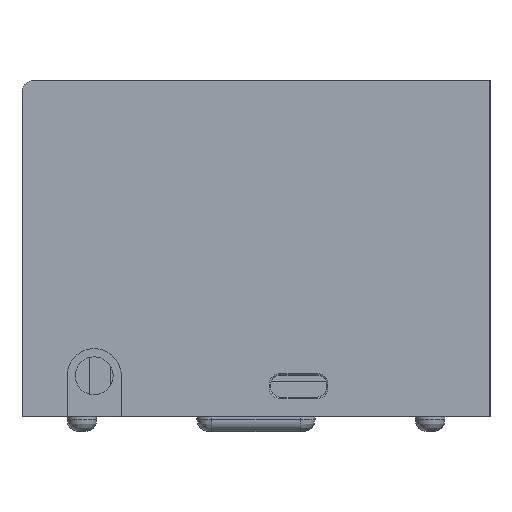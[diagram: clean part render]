
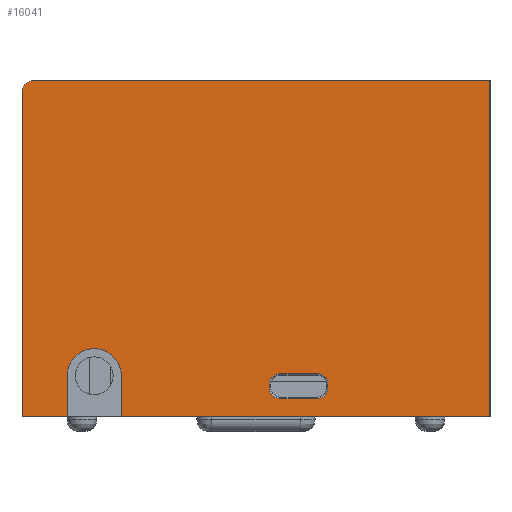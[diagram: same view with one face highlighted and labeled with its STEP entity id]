
A CAD part, left-side view. The second image highlights one B-rep face of the part: STEP entity #16041.
In plain terms, the highlighted planar face has unit normal (-1, 0, 0).
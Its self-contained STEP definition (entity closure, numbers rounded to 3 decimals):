
#895=FACE_BOUND('',#3175,.T.);
#1325=PLANE('',#17072);
#2217=FACE_OUTER_BOUND('',#3174,.T.);
#3174=EDGE_LOOP('',(#14623,#14624,#14625,#14626,#14627,#14628,#14629,#14630,
#14631));
#3175=EDGE_LOOP('',(#14632,#14633,#14634,#14635,#14636,#14637,#14638,#14639));
#4266=LINE('',#26473,#5726);
#4613=LINE('',#29246,#6073);
#4614=LINE('',#29257,#6074);
#4616=LINE('',#29269,#6076);
#4618=LINE('',#29281,#6078);
#4629=LINE('',#29311,#6089);
#4630=LINE('',#29313,#6090);
#4631=LINE('',#29314,#6091);
#4632=LINE('',#29318,#6092);
#4633=LINE('',#29320,#6093);
#4634=LINE('',#29322,#6094);
#5726=VECTOR('',#19680,10.);
#6073=VECTOR('',#20297,10.);
#6074=VECTOR('',#20310,10.);
#6076=VECTOR('',#20324,10.);
#6078=VECTOR('',#20338,10.);
#6089=VECTOR('',#20369,10.);
#6090=VECTOR('',#20370,10.);
#6091=VECTOR('',#20371,10.);
#6092=VECTOR('',#20374,10.);
#6093=VECTOR('',#20375,10.);
#6094=VECTOR('',#20376,10.);
#6545=CIRCLE('',#17047,1.8);
#6549=CIRCLE('',#17053,1.8);
#6553=CIRCLE('',#17059,1.8);
#6556=CIRCLE('',#17064,1.8);
#6560=CIRCLE('',#17073,2.);
#6561=CIRCLE('',#17074,4.6);
#7623=VERTEX_POINT('',#26469);
#7625=VERTEX_POINT('',#26472);
#8001=VERTEX_POINT('',#29239);
#8004=VERTEX_POINT('',#29244);
#8006=VERTEX_POINT('',#29249);
#8008=VERTEX_POINT('',#29255);
#8010=VERTEX_POINT('',#29261);
#8012=VERTEX_POINT('',#29267);
#8014=VERTEX_POINT('',#29273);
#8016=VERTEX_POINT('',#29279);
#8024=VERTEX_POINT('',#29309);
#8025=VERTEX_POINT('',#29310);
#8026=VERTEX_POINT('',#29312);
#8027=VERTEX_POINT('',#29315);
#8028=VERTEX_POINT('',#29317);
#8029=VERTEX_POINT('',#29319);
#8030=VERTEX_POINT('',#29321);
#9700=EDGE_CURVE('',#7623,#7625,#4266,.T.);
#10266=EDGE_CURVE('',#8004,#8001,#4613,.T.);
#10268=EDGE_CURVE('',#8006,#8004,#6545,.T.);
#10271=EDGE_CURVE('',#8008,#8006,#4614,.T.);
#10274=EDGE_CURVE('',#8010,#8008,#6549,.T.);
#10277=EDGE_CURVE('',#8012,#8010,#4616,.T.);
#10280=EDGE_CURVE('',#8014,#8012,#6553,.T.);
#10283=EDGE_CURVE('',#8016,#8014,#4618,.T.);
#10285=EDGE_CURVE('',#8001,#8016,#6556,.T.);
#10298=EDGE_CURVE('',#8024,#8025,#4629,.T.);
#10299=EDGE_CURVE('',#8026,#8025,#4630,.T.);
#10300=EDGE_CURVE('',#8026,#7625,#4631,.T.);
#10301=EDGE_CURVE('',#8027,#7623,#6560,.T.);
#10302=EDGE_CURVE('',#8028,#8027,#4632,.T.);
#10303=EDGE_CURVE('',#8029,#8028,#4633,.T.);
#10304=EDGE_CURVE('',#8029,#8030,#4634,.T.);
#10305=EDGE_CURVE('',#8030,#8024,#6561,.T.);
#14623=ORIENTED_EDGE('',*,*,#10298,.T.);
#14624=ORIENTED_EDGE('',*,*,#10299,.F.);
#14625=ORIENTED_EDGE('',*,*,#10300,.T.);
#14626=ORIENTED_EDGE('',*,*,#9700,.F.);
#14627=ORIENTED_EDGE('',*,*,#10301,.F.);
#14628=ORIENTED_EDGE('',*,*,#10302,.F.);
#14629=ORIENTED_EDGE('',*,*,#10303,.F.);
#14630=ORIENTED_EDGE('',*,*,#10304,.T.);
#14631=ORIENTED_EDGE('',*,*,#10305,.T.);
#14632=ORIENTED_EDGE('',*,*,#10266,.F.);
#14633=ORIENTED_EDGE('',*,*,#10268,.F.);
#14634=ORIENTED_EDGE('',*,*,#10271,.F.);
#14635=ORIENTED_EDGE('',*,*,#10274,.F.);
#14636=ORIENTED_EDGE('',*,*,#10277,.F.);
#14637=ORIENTED_EDGE('',*,*,#10280,.F.);
#14638=ORIENTED_EDGE('',*,*,#10283,.F.);
#14639=ORIENTED_EDGE('',*,*,#10285,.F.);
#16041=ADVANCED_FACE('',(#2217,#895),#1325,.T.);
#17047=AXIS2_PLACEMENT_3D('',#29251,#20302,#20303);
#17053=AXIS2_PLACEMENT_3D('',#29263,#20316,#20317);
#17059=AXIS2_PLACEMENT_3D('',#29275,#20330,#20331);
#17064=AXIS2_PLACEMENT_3D('',#29284,#20342,#20343);
#17072=AXIS2_PLACEMENT_3D('',#29308,#20367,#20368);
#17073=AXIS2_PLACEMENT_3D('',#29316,#20372,#20373);
#17074=AXIS2_PLACEMENT_3D('',#29323,#20377,#20378);
#19680=DIRECTION('',(0.,-1.,0.));
#20297=DIRECTION('',(0.,0.,-1.));
#20302=DIRECTION('center_axis',(-1.,0.,0.));
#20303=DIRECTION('ref_axis',(0.,0.707,0.707));
#20310=DIRECTION('',(0.,1.,0.));
#20316=DIRECTION('center_axis',(-1.,0.,0.));
#20317=DIRECTION('ref_axis',(0.,-0.707,0.707));
#20324=DIRECTION('',(0.,0.,1.));
#20330=DIRECTION('center_axis',(-1.,0.,0.));
#20331=DIRECTION('ref_axis',(0.,-0.707,-0.707));
#20338=DIRECTION('',(0.,-1.,0.));
#20342=DIRECTION('center_axis',(-1.,0.,0.));
#20343=DIRECTION('ref_axis',(0.,0.707,-0.707));
#20367=DIRECTION('center_axis',(-1.,0.,0.));
#20368=DIRECTION('ref_axis',(0.,-1.,0.));
#20369=DIRECTION('',(0.,0.,-1.));
#20370=DIRECTION('',(0.,1.,0.));
#20371=DIRECTION('',(0.,0.,1.));
#20372=DIRECTION('center_axis',(1.,0.,0.));
#20373=DIRECTION('ref_axis',(0.,0.707,0.707));
#20374=DIRECTION('',(0.,0.,1.));
#20375=DIRECTION('',(0.,1.,0.));
#20376=DIRECTION('',(0.,0.,1.));
#20377=DIRECTION('center_axis',(1.,0.,0.));
#20378=DIRECTION('ref_axis',(0.,-1.,0.));
#26469=CARTESIAN_POINT('',(-55.,44.81,50.));
#26472=CARTESIAN_POINT('',(-55.,-32.5,50.));
#26473=CARTESIAN_POINT('',(-55.,26.982,50.));
#29239=CARTESIAN_POINT('',(-55.,4.901,-2.108));
#29244=CARTESIAN_POINT('',(-55.,4.901,-1.468));
#29246=CARTESIAN_POINT('',(-55.,4.901,-4.554));
#29249=CARTESIAN_POINT('',(-55.,3.101,0.332));
#29251=CARTESIAN_POINT('Origin',(-55.,3.101,-1.468));
#29255=CARTESIAN_POINT('',(-55.,-3.239,0.332));
#29257=CARTESIAN_POINT('',(-55.,24.956,0.332));
#29261=CARTESIAN_POINT('',(-55.,-5.039,-1.468));
#29263=CARTESIAN_POINT('Origin',(-55.,-3.239,-1.468));
#29267=CARTESIAN_POINT('',(-55.,-5.039,-2.108));
#29269=CARTESIAN_POINT('',(-55.,-5.039,-4.234));
#29273=CARTESIAN_POINT('',(-55.,-3.239,-3.908));
#29275=CARTESIAN_POINT('Origin',(-55.,-3.239,-2.108));
#29279=CARTESIAN_POINT('',(-55.,3.101,-3.908));
#29281=CARTESIAN_POINT('',(-55.,21.786,-3.908));
#29284=CARTESIAN_POINT('Origin',(-55.,3.101,-2.108));
#29308=CARTESIAN_POINT('Origin',(-55.,46.81,-7.));
#29309=CARTESIAN_POINT('',(-55.,29.98,-0.05));
#29310=CARTESIAN_POINT('',(-55.,29.98,-7.));
#29311=CARTESIAN_POINT('',(-55.,29.98,-3.525));
#29312=CARTESIAN_POINT('',(-55.,-32.5,-7.));
#29313=CARTESIAN_POINT('',(-55.,-32.5,-7.));
#29314=CARTESIAN_POINT('',(-55.,-32.5,-7.));
#29315=CARTESIAN_POINT('',(-55.,46.81,48.));
#29316=CARTESIAN_POINT('Origin',(-55.,44.81,48.));
#29317=CARTESIAN_POINT('',(-55.,46.81,-7.));
#29318=CARTESIAN_POINT('',(-55.,46.81,-7.));
#29319=CARTESIAN_POINT('',(-55.,39.18,-7.));
#29320=CARTESIAN_POINT('',(-55.,-32.5,-7.));
#29321=CARTESIAN_POINT('',(-55.,39.18,-0.05));
#29322=CARTESIAN_POINT('',(-55.,39.18,-7.));
#29323=CARTESIAN_POINT('Origin',(-55.,34.58,-0.05));
